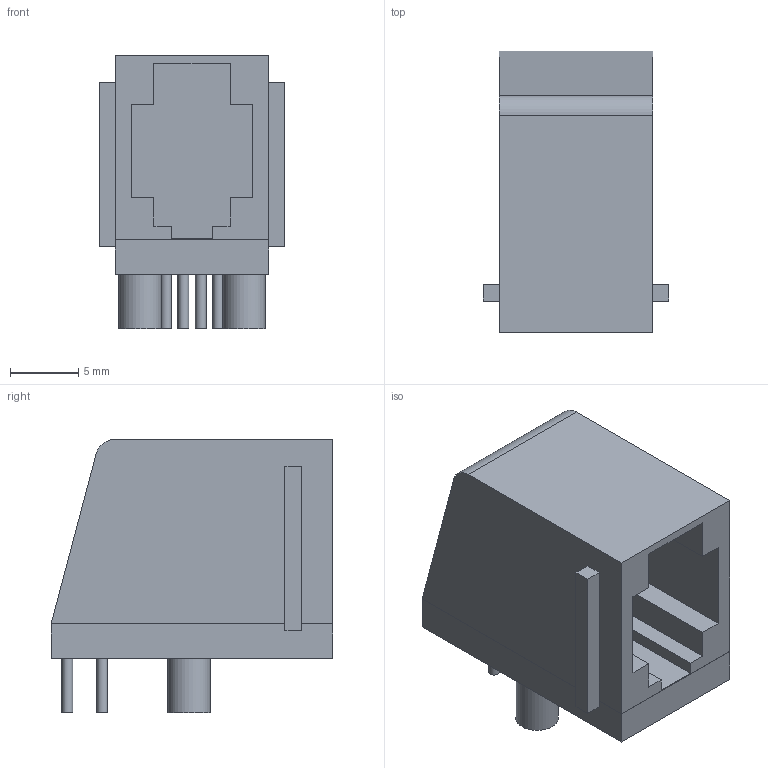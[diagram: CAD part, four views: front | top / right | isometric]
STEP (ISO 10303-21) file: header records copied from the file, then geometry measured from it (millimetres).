
FILE_DESCRIPTION(('FreeCAD Model'),'2;1');
FILE_NAME('MEBP4-4S.stp', '2020-11-27T19:48:38',('Author'),(''), 'Open CASCADE STEP processor 7.3','FreeCAD','Unknown');
FILE_SCHEMA(('AUTOMOTIVE_DESIGN { 1 0 10303 214 1 1 1 1 }'));
Length unit declared in the file: millimetre
Products named in the file (1): Fillet
Bounding box: 13.58 x 20.57 x 20 mm (x, y, z)
Volume: 2419.5 mm3; surface area: 2088.6 mm2
Topology: 1 solids, 1 shells, 59 faces, 138 edges, 88 vertices
Faces by surface type: plane 52, cylinder 7
Full cylindrical faces by diameter (mm): 0.8 x4, 3.1 x2
Entity records: 2076 total; most frequent: CARTESIAN_POINT 286, ORIENTED_EDGE 276, DIRECTION 272, EDGE_CURVE 138, LINE 124, VECTOR 124, VERTEX_POINT 88, AXIS2_PLACEMENT_3D 74
